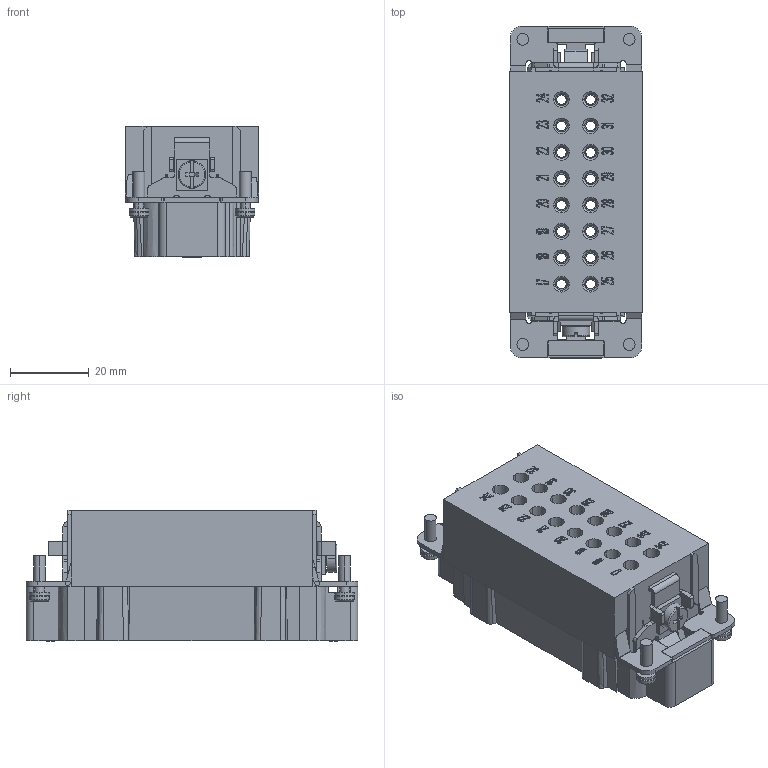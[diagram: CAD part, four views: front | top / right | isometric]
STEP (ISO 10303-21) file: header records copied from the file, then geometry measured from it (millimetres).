
FILE_DESCRIPTION((''),'2;1');
FILE_NAME('2017HE016MS','2017-07-10T',('tl.yang'),(''),'PRO/ENGINEER BY PARAMETRIC TECHNOLOGY CORPORATION, 2011500','PRO/ENGINEER BY PARAMETRIC TECHNOLOGY CORPORATION, 2011500','');
FILE_SCHEMA(('CONFIG_CONTROL_DESIGN'));
Products named in the file (1): 2017HE016MS
Bounding box: 33.9 x 84.3 x 33.29 mm (x, y, z)
Volume: 45625.7 mm3; surface area: 23383.7 mm2
Topology: 1 solids, 2 shells, 3306 faces, 9158 edges, 6016 vertices
Faces by surface type: plane 2722, cylinder 282, cone 152, bspline 148, torus 2
Entity records: 108181 total; most frequent: CARTESIAN_POINT 23920, ORIENTED_EDGE 18316, DIRECTION 16021, EDGE_CURVE 9158, VECTOR 7903, LINE 7903, VERTEX_POINT 6016, AXIS2_PLACEMENT_3D 4059
